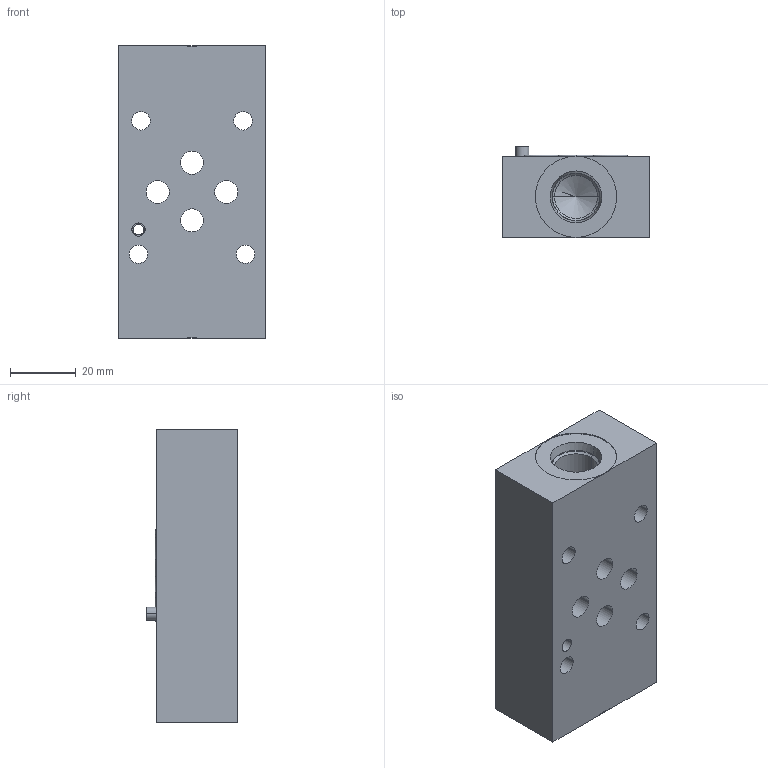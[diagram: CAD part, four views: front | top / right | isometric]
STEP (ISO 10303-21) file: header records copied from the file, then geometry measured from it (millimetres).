
FILE_DESCRIPTION((''),'2;1');
FILE_NAME('ILC70942511','2014-09-23T',('kr'),(''),'PRO/ENGINEER BY PARAMETRIC TECHNOLOGY CORPORATION, 2013320','PRO/ENGINEER BY PARAMETRIC TECHNOLOGY CORPORATION, 2013320','');
FILE_SCHEMA(('CONFIG_CONTROL_DESIGN'));
Length unit declared in the file: inch
Products named in the file (1): ILC70942511
Bounding box: 44.45 x 27.81 x 88.9 mm (x, y, z)
Volume: 85799.4 mm3; surface area: 20985.7 mm2
Topology: 2 solids, 4 shells, 84 faces, 198 edges, 126 vertices
Faces by surface type: cylinder 42, plane 22, cone 12, torus 8
Entity records: 2523 total; most frequent: DIRECTION 488, CARTESIAN_POINT 405, ORIENTED_EDGE 380, AXIS2_PLACEMENT_3D 209, EDGE_CURVE 194, VERTEX_POINT 126, CIRCLE 124, EDGE_LOOP 116
